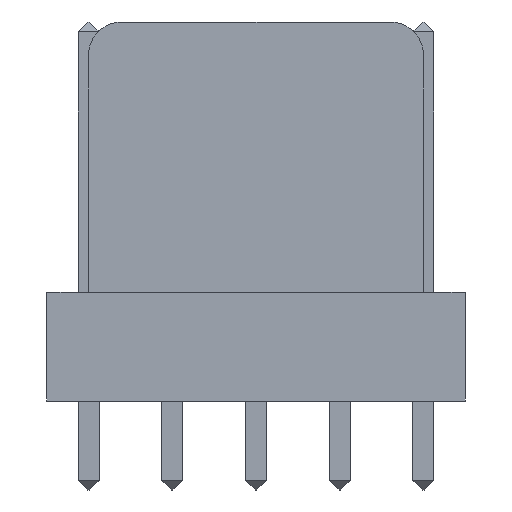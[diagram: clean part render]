
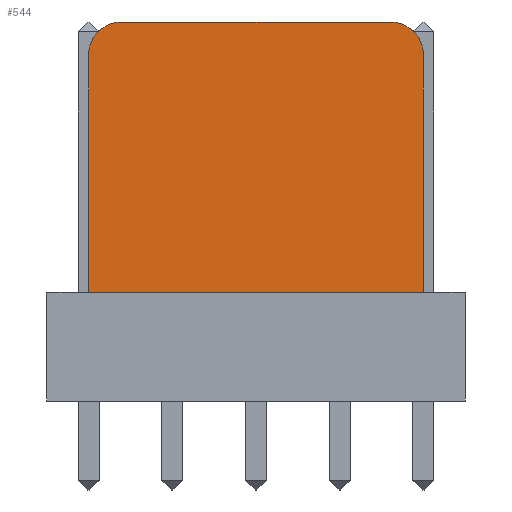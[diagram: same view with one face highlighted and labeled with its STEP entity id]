
A CAD part, left-side view. The second image highlights one B-rep face of the part: STEP entity #544.
In plain terms, the highlighted planar face has unit normal (-1, 0, 0).
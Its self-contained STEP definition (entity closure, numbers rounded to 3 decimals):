
#71 = VERTEX_POINT('',#72);
#72 = CARTESIAN_POINT('',(0.,-1.27,3.3));
#78 = EDGE_CURVE('',#71,#79,#81,.T.);
#79 = VERTEX_POINT('',#80);
#80 = CARTESIAN_POINT('',(0.,-11.43,3.3));
#81 = LINE('',#82,#83);
#82 = CARTESIAN_POINT('',(0.,-1.27,3.3));
#83 = VECTOR('',#84,1.);
#84 = DIRECTION('',(0.,-1.,0.));
#544 = ADVANCED_FACE('',(#545),#588,.F.);
#545 = FACE_BOUND('',#546,.F.);
#546 = EDGE_LOOP('',(#547,#555,#556,#564,#573,#581));
#547 = ORIENTED_EDGE('',*,*,#548,.F.);
#548 = EDGE_CURVE('',#79,#549,#551,.T.);
#549 = VERTEX_POINT('',#550);
#550 = CARTESIAN_POINT('',(0.,-11.43,10.5));
#551 = LINE('',#552,#553);
#552 = CARTESIAN_POINT('',(0.,-11.43,3.3));
#553 = VECTOR('',#554,1.);
#554 = DIRECTION('',(0.,0.,1.));
#555 = ORIENTED_EDGE('',*,*,#78,.F.);
#556 = ORIENTED_EDGE('',*,*,#557,.T.);
#557 = EDGE_CURVE('',#71,#558,#560,.T.);
#558 = VERTEX_POINT('',#559);
#559 = CARTESIAN_POINT('',(0.,-1.27,10.5));
#560 = LINE('',#561,#562);
#561 = CARTESIAN_POINT('',(0.,-1.27,3.3));
#562 = VECTOR('',#563,1.);
#563 = DIRECTION('',(0.,0.,1.));
#564 = ORIENTED_EDGE('',*,*,#565,.T.);
#565 = EDGE_CURVE('',#558,#566,#568,.T.);
#566 = VERTEX_POINT('',#567);
#567 = CARTESIAN_POINT('',(0.,-2.27,11.5));
#568 = CIRCLE('',#569,1.);
#569 = AXIS2_PLACEMENT_3D('',#570,#571,#572);
#570 = CARTESIAN_POINT('',(0.,-2.27,10.5));
#571 = DIRECTION('',(1.,0.,0.));
#572 = DIRECTION('',(0.,0.,1.));
#573 = ORIENTED_EDGE('',*,*,#574,.T.);
#574 = EDGE_CURVE('',#566,#575,#577,.T.);
#575 = VERTEX_POINT('',#576);
#576 = CARTESIAN_POINT('',(0.,-10.43,11.5));
#577 = LINE('',#578,#579);
#578 = CARTESIAN_POINT('',(0.,-1.27,11.5));
#579 = VECTOR('',#580,1.);
#580 = DIRECTION('',(0.,-1.,0.));
#581 = ORIENTED_EDGE('',*,*,#582,.F.);
#582 = EDGE_CURVE('',#549,#575,#583,.T.);
#583 = CIRCLE('',#584,1.);
#584 = AXIS2_PLACEMENT_3D('',#585,#586,#587);
#585 = CARTESIAN_POINT('',(0.,-10.43,10.5));
#586 = DIRECTION('',(-1.,0.,0.));
#587 = DIRECTION('',(0.,0.,1.));
#588 = PLANE('',#589);
#589 = AXIS2_PLACEMENT_3D('',#590,#591,#592);
#590 = CARTESIAN_POINT('',(0.,-1.27,3.3));
#591 = DIRECTION('',(1.,0.,0.));
#592 = DIRECTION('',(0.,0.,1.));
